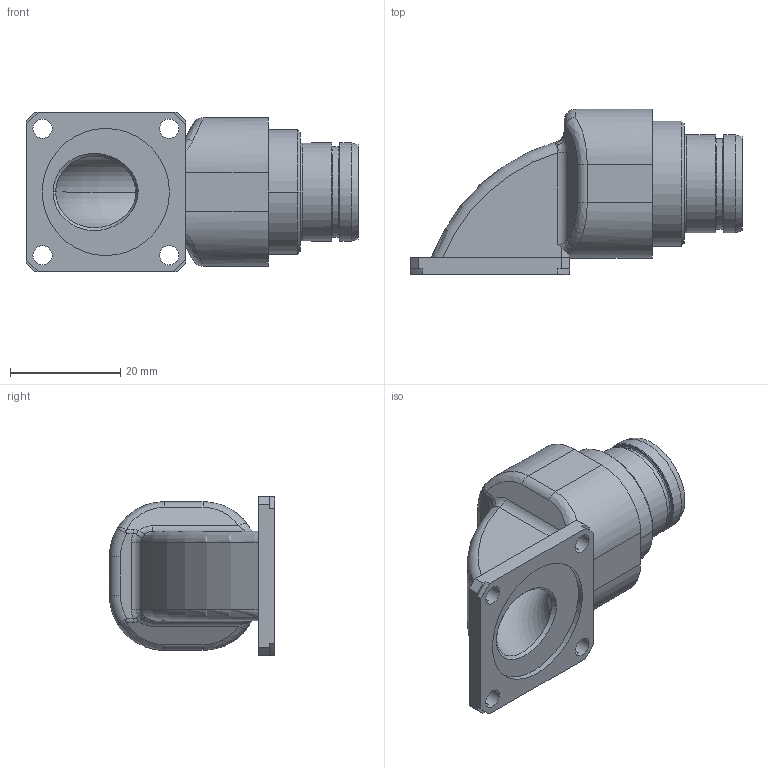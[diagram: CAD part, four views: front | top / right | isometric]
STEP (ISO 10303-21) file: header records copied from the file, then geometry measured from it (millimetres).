
FILE_DESCRIPTION((''),'2;1');
FILE_NAME('1332EC212MZ','2024-07-26T11:48:49',('paultorloting'),('NET AG system integration'),'CREO PARAMETRIC BY PTC INC, 2021404','CREO PARAMETRIC BY PTC INC, 2021404','');
FILE_SCHEMA(('AUTOMOTIVE_DESIGN { 1 0 10303 214 1 1 1 1 }'));
Length unit declared in the file: millimetre
Products named in the file (1): 1332EC212MZ
Bounding box: 60.3 x 30 x 29 mm (x, y, z)
Volume: 14319.2 mm3; surface area: 11152.2 mm2
Topology: 1 solids, 1 shells, 1080 faces, 2644 edges, 1673 vertices
Faces by surface type: plane 491, cylinder 298, cone 140, torus 105, bspline 46
Entity records: 41873 total; most frequent: CARTESIAN_POINT 8431, DIRECTION 5554, ORIENTED_EDGE 5288, EDGE_CURVE 2644, AXIS2_PLACEMENT_3D 2033, VERTEX_POINT 1674, VECTOR 1485, LINE 1485
